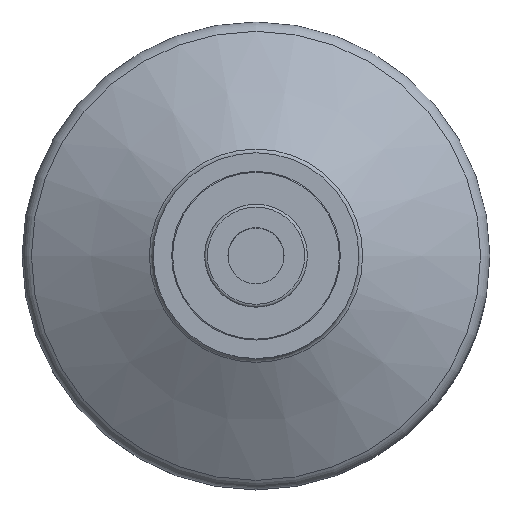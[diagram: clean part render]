
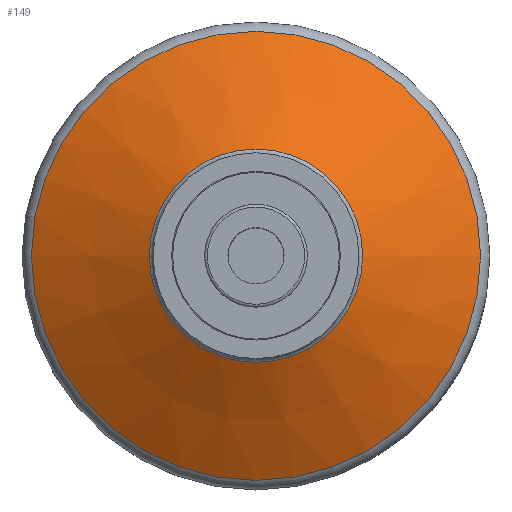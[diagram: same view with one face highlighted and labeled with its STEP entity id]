
A CAD part, top view. The second image highlights one B-rep face of the part: STEP entity #149.
In plain terms, the highlighted conical face has half-angle 60 degrees and reference radius 17.7 mm.
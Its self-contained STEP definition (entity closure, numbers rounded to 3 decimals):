
#80=CONICAL_SURFACE('',#364,17.7,60.);
#118=FACE_BOUND('',#197,.T.);
#119=FACE_BOUND('',#198,.T.);
#149=ADVANCED_FACE('',(#118,#119),#80,.T.);
#197=EDGE_LOOP('',(#244));
#198=EDGE_LOOP('',(#245));
#244=ORIENTED_EDGE('',*,*,#309,.F.);
#245=ORIENTED_EDGE('',*,*,#303,.F.);
#279=VERTEX_POINT('',#596);
#285=VERTEX_POINT('',#613);
#303=EDGE_CURVE('',#279,#279,#326,.T.);
#309=EDGE_CURVE('',#285,#285,#332,.T.);
#326=CIRCLE('',#351,24.);
#332=CIRCLE('',#362,11.4);
#351=AXIS2_PLACEMENT_3D('',#595,#405,#406);
#362=AXIS2_PLACEMENT_3D('',#612,#427,#428);
#364=AXIS2_PLACEMENT_3D('',#615,#431,#432);
#405=DIRECTION('',(0.,0.,-1.));
#406=DIRECTION('',(1.,0.,0.));
#427=DIRECTION('',(0.,0.,1.));
#428=DIRECTION('',(1.,0.,0.));
#431=DIRECTION('',(0.,0.,-1.));
#432=DIRECTION('',(-1.,0.,0.));
#595=CARTESIAN_POINT('',(0.,0.,14.533));
#596=CARTESIAN_POINT('',(24.,0.,14.533));
#612=CARTESIAN_POINT('',(0.,0.,21.807));
#613=CARTESIAN_POINT('',(11.4,0.,21.807));
#615=CARTESIAN_POINT('',(0.,0.,18.17));
